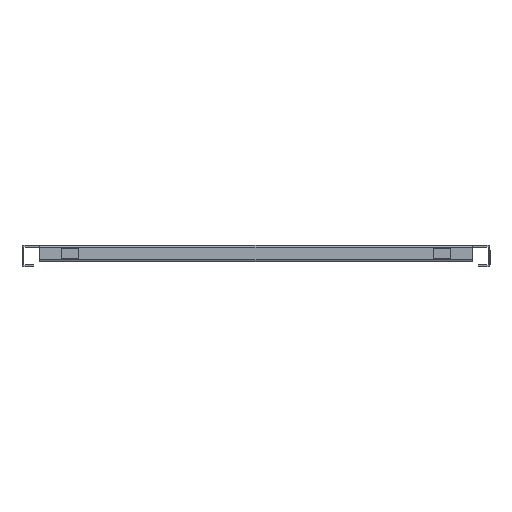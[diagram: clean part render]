
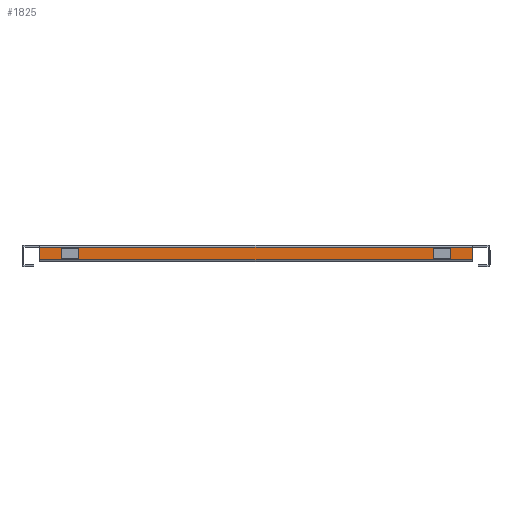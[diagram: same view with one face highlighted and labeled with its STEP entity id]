
A CAD part, left-side view. The second image highlights one B-rep face of the part: STEP entity #1825.
In plain terms, the highlighted planar face has unit normal (-1, 0, 0).
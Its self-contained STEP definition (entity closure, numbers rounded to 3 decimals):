
#143 = EDGE_LOOP ( 'NONE', ( #1666, #1667, #1668, #1669 ) ) ;
#468 = FACE_OUTER_BOUND ( 'NONE', #535, .T. ) ;
#472 = FACE_BOUND ( 'NONE', #143, .T. ) ;
#482 = FACE_BOUND ( 'NONE', #606, .T. ) ;
#535 = EDGE_LOOP ( 'NONE', ( #1674, #1675, #1676, #1677 ) ) ;
#606 = EDGE_LOOP ( 'NONE', ( #1670, #1671, #1672, #1673 ) ) ;
#626 = LINE ( 'NONE', #2733, #663 ) ;
#629 = VECTOR ( 'NONE', #2302, 1000. ) ;
#630 = LINE ( 'NONE', #2726, #661 ) ;
#631 = LINE ( 'NONE', #2735, #632 ) ;
#632 = VECTOR ( 'NONE', #2734, 1000. ) ;
#633 = LINE ( 'NONE', #2314, #674 ) ;
#636 = LINE ( 'NONE', #2317, #677 ) ;
#651 = VECTOR ( 'NONE', #2686, 1000. ) ;
#655 = VECTOR ( 'NONE', #2701, 1000. ) ;
#658 = LINE ( 'NONE', #2702, #651 ) ;
#659 = VECTOR ( 'NONE', #2713, 1000. ) ;
#660 = LINE ( 'NONE', #2708, #655 ) ;
#661 = VECTOR ( 'NONE', #2717, 1000. ) ;
#663 = VECTOR ( 'NONE', #2722, 1000. ) ;
#664 = VECTOR ( 'NONE', #2728, 1000. ) ;
#665 = LINE ( 'NONE', #2718, #659 ) ;
#667 = VECTOR ( 'NONE', #2300, 1000. ) ;
#668 = LINE ( 'NONE', #2301, #667 ) ;
#669 = LINE ( 'NONE', #2742, #664 ) ;
#671 = LINE ( 'NONE', #2299, #629 ) ;
#674 = VECTOR ( 'NONE', #2309, 1000. ) ;
#677 = VECTOR ( 'NONE', #2316, 1000. ) ;
#875 = AXIS2_PLACEMENT_3D ( 'NONE', #2265, #2075, #2074 ) ;
#1161 = EDGE_CURVE ( 'NONE', #3287, #3308, #2909, .T. ) ;
#1242 = EDGE_CURVE ( 'NONE', #3316, #3312, #636, .T. ) ;
#1244 = EDGE_CURVE ( 'NONE', #3335, #3292, #633, .T. ) ;
#1247 = EDGE_CURVE ( 'NONE', #3311, #3193, #668, .T. ) ;
#1250 = EDGE_CURVE ( 'NONE', #3295, #3307, #671, .T. ) ;
#1251 = EDGE_CURVE ( 'NONE', #3193, #3290, #631, .T. ) ;
#1252 = EDGE_CURVE ( 'NONE', #3312, #3287, #669, .T. ) ;
#1253 = EDGE_CURVE ( 'NONE', #3308, #3316, #626, .T. ) ;
#1254 = EDGE_CURVE ( 'NONE', #3290, #3318, #630, .T. ) ;
#1255 = EDGE_CURVE ( 'NONE', #3318, #3311, #665, .T. ) ;
#1257 = EDGE_CURVE ( 'NONE', #3292, #3295, #660, .T. ) ;
#1259 = EDGE_CURVE ( 'NONE', #3335, #3307, #658, .T. ) ;
#1381 = CARTESIAN_POINT ( 'NONE',  ( -942.51, 277., -0.01 ) ) ;
#1409 = CARTESIAN_POINT ( 'NONE',  ( -942.51, 249.5, -14.5 ) ) ;
#1410 = CARTESIAN_POINT ( 'NONE',  ( -942.51, -277., -0.01 ) ) ;
#1411 = CARTESIAN_POINT ( 'NONE',  ( -942.51, -277., -15.99 ) ) ;
#1414 = CARTESIAN_POINT ( 'NONE',  ( -942.51, -227.5, -1.5 ) ) ;
#1418 = CARTESIAN_POINT ( 'NONE',  ( -942.51, 277., -15.99 ) ) ;
#1422 = CARTESIAN_POINT ( 'NONE',  ( -942.51, 249.5, -1.5 ) ) ;
#1507 = CARTESIAN_POINT ( 'NONE',  ( -942.51, -249.5, -14.5 ) ) ;
#1508 = CARTESIAN_POINT ( 'NONE',  ( -942.51, 227.5, -1.5 ) ) ;
#1514 = CARTESIAN_POINT ( 'NONE',  ( -942.51, 227.5, -14.5 ) ) ;
#1519 = CARTESIAN_POINT ( 'NONE',  ( -942.51, -227.5, -14.5 ) ) ;
#1666 = ORIENTED_EDGE ( 'NONE', *, *, #1161, .F. ) ;
#1667 = ORIENTED_EDGE ( 'NONE', *, *, #1252, .F. ) ;
#1668 = ORIENTED_EDGE ( 'NONE', *, *, #1242, .F. ) ;
#1669 = ORIENTED_EDGE ( 'NONE', *, *, #1253, .F. ) ;
#1670 = ORIENTED_EDGE ( 'NONE', *, *, #1251, .F. ) ;
#1671 = ORIENTED_EDGE ( 'NONE', *, *, #1247, .F. ) ;
#1672 = ORIENTED_EDGE ( 'NONE', *, *, #1255, .F. ) ;
#1673 = ORIENTED_EDGE ( 'NONE', *, *, #1254, .F. ) ;
#1674 = ORIENTED_EDGE ( 'NONE', *, *, #1257, .T. ) ;
#1675 = ORIENTED_EDGE ( 'NONE', *, *, #1250, .T. ) ;
#1676 = ORIENTED_EDGE ( 'NONE', *, *, #1259, .F. ) ;
#1677 = ORIENTED_EDGE ( 'NONE', *, *, #1244, .T. ) ;
#1825 = ADVANCED_FACE ( 'NONE', ( #472, #482, #468 ), #2227, .F. ) ;
#1886 = CARTESIAN_POINT ( 'NONE',  ( -942.51, -249.5, -1.5 ) ) ;
#2074 = DIRECTION ( 'NONE',  ( 0., 0., -1. ) ) ;
#2075 = DIRECTION ( 'NONE',  ( 1., 0., 0. ) ) ;
#2227 = PLANE ( 'NONE',  #875 ) ;
#2265 = CARTESIAN_POINT ( 'NONE',  ( -942.51, 277., 0. ) ) ;
#2299 = CARTESIAN_POINT ( 'NONE',  ( -942.51, -277., 0. ) ) ;
#2300 = DIRECTION ( 'NONE',  ( 0., 0., 1. ) ) ;
#2301 = CARTESIAN_POINT ( 'NONE',  ( -942.51, -249.5, -14.5 ) ) ;
#2302 = DIRECTION ( 'NONE',  ( 0., 0., 1. ) ) ;
#2309 = DIRECTION ( 'NONE',  ( 0., 0., -1. ) ) ;
#2314 = CARTESIAN_POINT ( 'NONE',  ( -942.51, 277., -16. ) ) ;
#2316 = DIRECTION ( 'NONE',  ( 0., 0., 1. ) ) ;
#2317 = CARTESIAN_POINT ( 'NONE',  ( -942.51, 227.5, -14.5 ) ) ;
#2410 = CARTESIAN_POINT ( 'NONE',  ( -942.51, 249.5, -14.5 ) ) ;
#2426 = DIRECTION ( 'NONE',  ( 0., 0., -1. ) ) ;
#2686 = DIRECTION ( 'NONE',  ( 0., -1., 0. ) ) ;
#2701 = DIRECTION ( 'NONE',  ( 0., -1., 0. ) ) ;
#2702 = CARTESIAN_POINT ( 'NONE',  ( -942.51, 277., -0.01 ) ) ;
#2708 = CARTESIAN_POINT ( 'NONE',  ( -942.51, 277., -15.99 ) ) ;
#2713 = DIRECTION ( 'NONE',  ( 0., -1., 0. ) ) ;
#2717 = DIRECTION ( 'NONE',  ( 0., 0., -1. ) ) ;
#2718 = CARTESIAN_POINT ( 'NONE',  ( -942.51, -227.5, -14.5 ) ) ;
#2722 = DIRECTION ( 'NONE',  ( 0., -1., 0. ) ) ;
#2726 = CARTESIAN_POINT ( 'NONE',  ( -942.51, -227.5, -14.5 ) ) ;
#2728 = DIRECTION ( 'NONE',  ( 0., 1., 0. ) ) ;
#2733 = CARTESIAN_POINT ( 'NONE',  ( -942.51, 227.5, -14.5 ) ) ;
#2734 = DIRECTION ( 'NONE',  ( 0., 1., 0. ) ) ;
#2735 = CARTESIAN_POINT ( 'NONE',  ( -942.51, -227.5, -1.5 ) ) ;
#2742 = CARTESIAN_POINT ( 'NONE',  ( -942.51, 227.5, -1.5 ) ) ;
#2867 = VECTOR ( 'NONE', #2426, 1000. ) ;
#2909 = LINE ( 'NONE', #2410, #2867 ) ;
#3193 = VERTEX_POINT ( 'NONE', #1886 ) ;
#3287 = VERTEX_POINT ( 'NONE', #1422 ) ;
#3290 = VERTEX_POINT ( 'NONE', #1414 ) ;
#3292 = VERTEX_POINT ( 'NONE', #1418 ) ;
#3295 = VERTEX_POINT ( 'NONE', #1411 ) ;
#3307 = VERTEX_POINT ( 'NONE', #1410 ) ;
#3308 = VERTEX_POINT ( 'NONE', #1409 ) ;
#3311 = VERTEX_POINT ( 'NONE', #1507 ) ;
#3312 = VERTEX_POINT ( 'NONE', #1508 ) ;
#3316 = VERTEX_POINT ( 'NONE', #1514 ) ;
#3318 = VERTEX_POINT ( 'NONE', #1519 ) ;
#3335 = VERTEX_POINT ( 'NONE', #1381 ) ;
